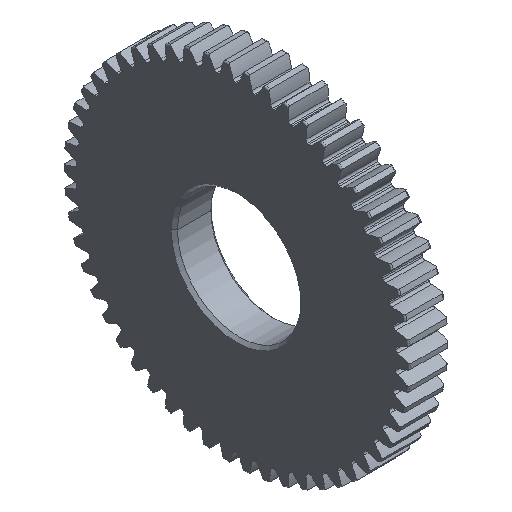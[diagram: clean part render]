
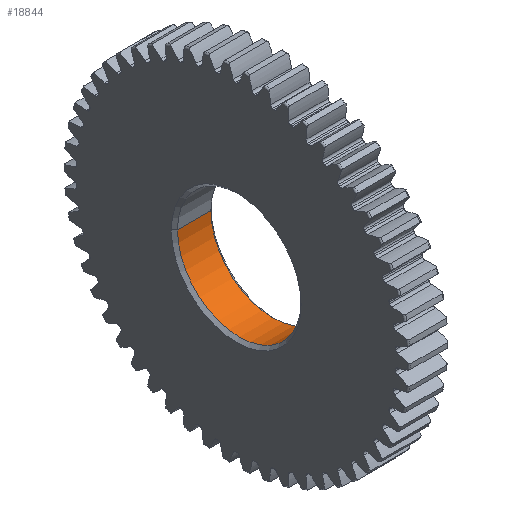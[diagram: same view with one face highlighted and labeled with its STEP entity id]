
A CAD part, isometric view. The second image highlights one B-rep face of the part: STEP entity #18844.
In plain terms, the highlighted cylindrical face has radius 5 mm (diameter 10 mm), a partial arc.
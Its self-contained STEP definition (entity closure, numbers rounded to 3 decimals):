
#8459=DIRECTION('',(-1.,0.,0.));
#8460=VECTOR('',#8459,2.7);
#8461=CARTESIAN_POINT('',(1.35,5.,0.));
#8462=LINE('',#8461,#8460);
#8463=DIRECTION('',(-1.,0.,0.));
#8464=VECTOR('',#8463,2.7);
#8465=CARTESIAN_POINT('',(1.35,-5.,0.));
#8466=LINE('',#8465,#8464);
#8472=CARTESIAN_POINT('',(1.35,0.,0.));
#8473=DIRECTION('',(-1.,0.,0.));
#8474=DIRECTION('',(0.,1.,0.));
#8475=AXIS2_PLACEMENT_3D('',#8472,#8473,#8474);
#8477=CARTESIAN_POINT('',(-1.35,0.,0.));
#8478=DIRECTION('',(-1.,0.,0.));
#8479=DIRECTION('',(0.,1.,0.));
#8480=AXIS2_PLACEMENT_3D('',#8477,#8478,#8479);
#10105=CARTESIAN_POINT('',(1.35,5.,0.));
#10106=CARTESIAN_POINT('',(-1.35,5.,0.));
#10107=VERTEX_POINT('',#10105);
#10108=VERTEX_POINT('',#10106);
#10109=CARTESIAN_POINT('',(1.35,-5.,0.));
#10110=CARTESIAN_POINT('',(-1.35,-5.,0.));
#10111=VERTEX_POINT('',#10109);
#10112=VERTEX_POINT('',#10110);
#18832=CARTESIAN_POINT('',(1.76,0.,0.));
#18833=DIRECTION('',(-1.,0.,0.));
#18834=DIRECTION('',(0.,1.,0.));
#18835=AXIS2_PLACEMENT_3D('',#18832,#18833,#18834);
#18836=CYLINDRICAL_SURFACE('',#18835,5.);
#18837=ORIENTED_EDGE('',*,*,#18822,.F.);
#18838=ORIENTED_EDGE('',*,*,#18797,.T.);
#18839=ORIENTED_EDGE('',*,*,#18826,.T.);
#18841=ORIENTED_EDGE('',*,*,#18840,.F.);
#18842=EDGE_LOOP('',(#18837,#18838,#18839,#18841));
#18843=FACE_OUTER_BOUND('',#18842,.F.);
#8476=CIRCLE('',#8475,5.);
#8481=CIRCLE('',#8480,5.);
#18797=EDGE_CURVE('',#10107,#10111,#8476,.T.);
#18822=EDGE_CURVE('',#10107,#10108,#8462,.T.);
#18826=EDGE_CURVE('',#10111,#10112,#8466,.T.);
#18840=EDGE_CURVE('',#10108,#10112,#8481,.T.);
#18844=ADVANCED_FACE('',(#18843),#18836,.F.);
